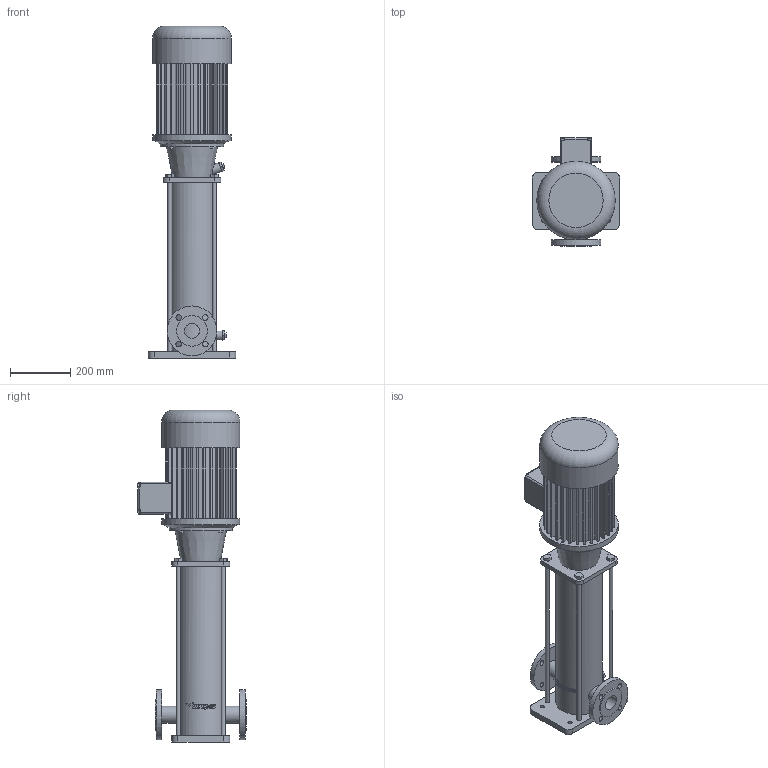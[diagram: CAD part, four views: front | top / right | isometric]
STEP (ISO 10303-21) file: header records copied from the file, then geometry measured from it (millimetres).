
FILE_DESCRIPTION(('STEP AP203'), '1');
FILE_NAME('曶笴 岈-15-6...7', '', ('UNSPECIFIED'), ('UNSPECIFIED'), 'C3D Converter', 'C3D Toolkit', '');
FILE_SCHEMA(('CONFIG_CONTROL_DESIGN'));
Length unit declared in the file: millimetre
Bounding box: 290 x 358 x 1100 mm (x, y, z)
Volume: 32991565.3 mm3; surface area: 1387060.1 mm2
Topology: 1 solids, 1 shells, 471 faces, 1333 edges, 909 vertices
Faces by surface type: plane 322, cylinder 139, bspline 6, torus 2, cone 2
Full cylindrical faces by diameter (mm): 14 x8, 18 x8, 32 x2, 50 x2, 57 x2, 102 x2, 155 x1, 165 x2, 210 x1, 260 x2
Entity records: 21316 total; most frequent: CARTESIAN_POINT 5653, ORIENTED_EDGE 2436, DIRECTION 2369, EDGE_CURVE 1218, VERTEX_POINT 825, AXIS2_PLACEMENT_3D 800, LINE 769, VECTOR 769
